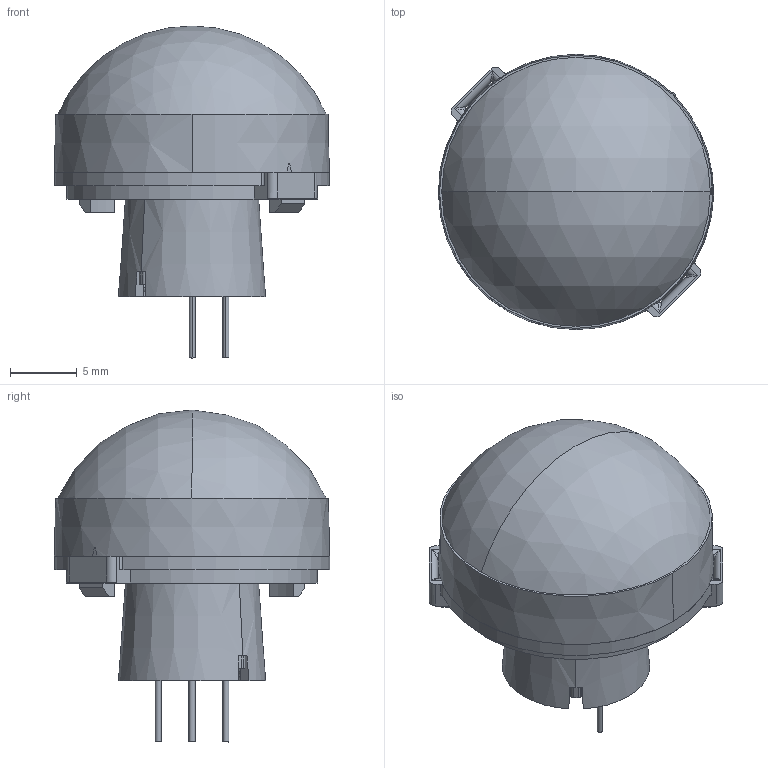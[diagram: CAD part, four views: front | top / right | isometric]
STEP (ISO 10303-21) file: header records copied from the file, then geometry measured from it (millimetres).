
FILE_DESCRIPTION (( 'STEP AP203' ), '1' );
FILE_NAME ('PaPIRs Wall installation lens combine model(simple).STEP', '2017-07-14T14:57:56', ( '' ), ( '' ), 'SwSTEP 2.0', 'SolidWorks 2012', '' );
FILE_SCHEMA (( 'CONFIG_CONTROL_DESIGN' ));
Length unit declared in the file: millimetre
Products named in the file (1): PaPIRs Wall installation lens combine model(simple)
Bounding box: 20.6 x 20.6 x 24.85 mm (x, y, z)
Volume: 3843.3 mm3; surface area: 2450.2 mm2
Topology: 6 solids, 6 shells, 128 faces, 326 edges, 208 vertices
Faces by surface type: plane 57, cylinder 48, bspline 10, torus 6, cone 5, sphere 2
Entity records: 4217 total; most frequent: CARTESIAN_POINT 1094, ORIENTED_EDGE 644, DIRECTION 633, EDGE_CURVE 322, AXIS2_PLACEMENT_3D 230, VERTEX_POINT 208, LINE 173, VECTOR 173
